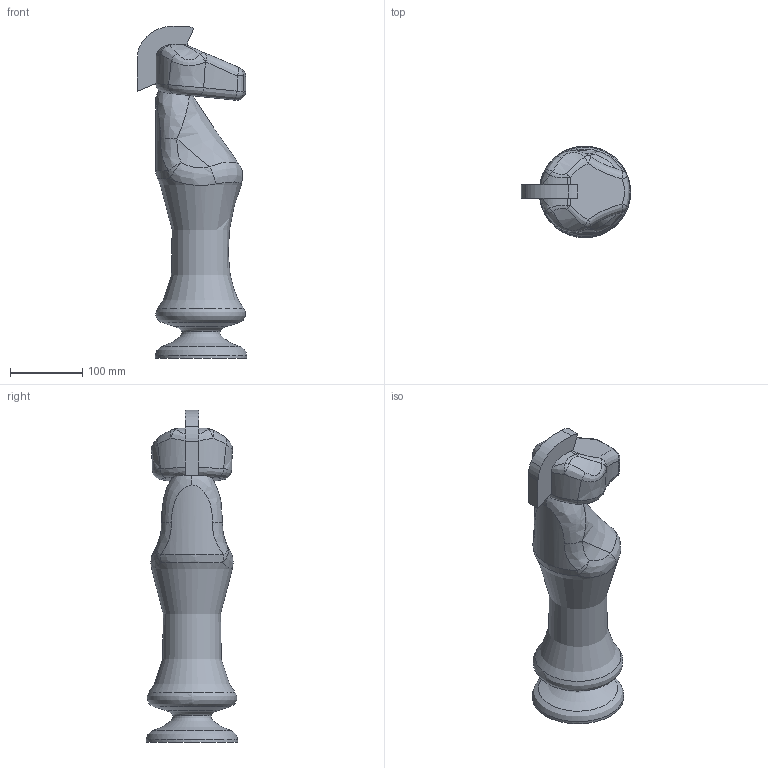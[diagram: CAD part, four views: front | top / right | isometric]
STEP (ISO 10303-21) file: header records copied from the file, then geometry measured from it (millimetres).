
FILE_DESCRIPTION(/* description */ ('Alibre Inc.'),/* implementation_level */ '2;1');
FILE_NAME(/* name */ 'export0',/* time_stamp */ '2018-05-29T16:26:16-05:00',/* author */ (''),/* organization */ (''),/* preprocessor_version */ 'ST-DEVELOPER v17',/* originating_system */ 'Alibre',/* authorisation */ '');
FILE_SCHEMA (('AUTOMOTIVE_DESIGN'));
Length unit declared in the file: centimetre
Bounding box: 151.53 x 127 x 460.59 mm (x, y, z)
Volume: 3112340.9 mm3; surface area: 178445.5 mm2
Topology: 1 solids, 1 shells, 84 faces, 192 edges, 110 vertices
Faces by surface type: bspline 47, sphere 12, plane 11, cylinder 6, extrusion 4, revolution 3, cone 1
Full cylindrical faces by diameter (mm): 127 x1
Entity records: 10234 total; most frequent: CARTESIAN_POINT 8679, ORIENTED_EDGE 378, DIRECTION 211, EDGE_CURVE 189, VERTEX_POINT 109, AXIS2_PLACEMENT_3D 99, B_SPLINE_CURVE_WITH_KNOTS 98, EDGE_LOOP 86
